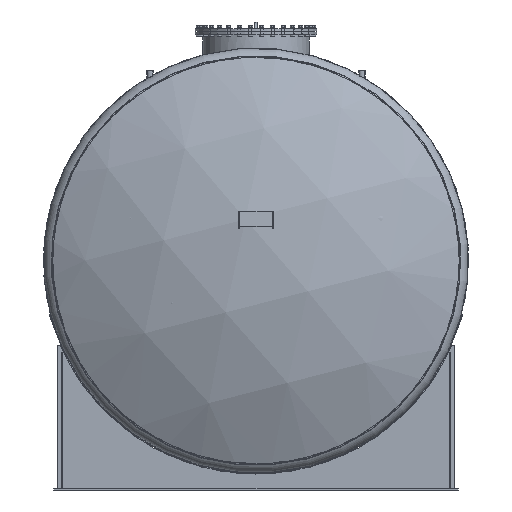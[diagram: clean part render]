
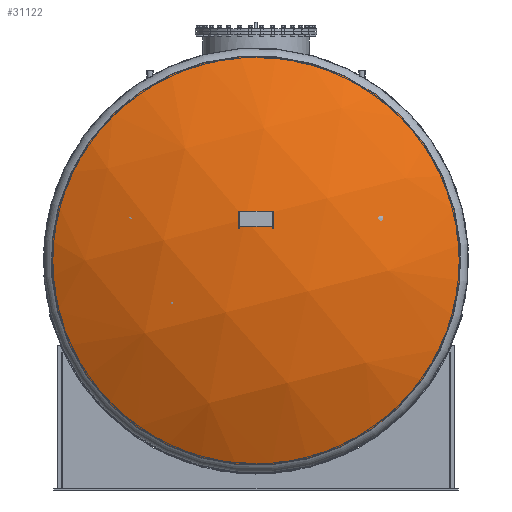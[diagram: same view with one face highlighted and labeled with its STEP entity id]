
A CAD part, left-side view. The second image highlights one B-rep face of the part: STEP entity #31122.
In plain terms, the highlighted spherical face has radius 2515 mm.
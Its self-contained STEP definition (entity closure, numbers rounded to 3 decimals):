
#1164=SPHERICAL_SURFACE('',#33544,2515.);
#1684=CIRCLE('',#33542,1208.955);
#4162=FACE_OUTER_BOUND('',#6206,.T.);
#6206=EDGE_LOOP('',(#20477));
#12950=VERTEX_POINT('',#46762);
#15810=EDGE_CURVE('',#12950,#12950,#1684,.T.);
#20477=ORIENTED_EDGE('',*,*,#15810,.T.);
#31122=ADVANCED_FACE('',(#4162),#1164,.T.);
#33542=AXIS2_PLACEMENT_3D('',#46763,#37301,#37302);
#33544=AXIS2_PLACEMENT_3D('',#46765,#37305,#37306);
#37301=DIRECTION('center_axis',(-1.,0.,0.));
#37302=DIRECTION('ref_axis',(0.,-0.968,0.249));
#37305=DIRECTION('center_axis',(0.,0.249,
0.968));
#37306=DIRECTION('ref_axis',(0.,-0.968,0.249));
#46762=CARTESIAN_POINT('',(-3074.751,301.144,1170.848));
#46763=CARTESIAN_POINT('Origin',(-3074.751,0.,
0.));
#46765=CARTESIAN_POINT('Origin',(-869.382,0.,
0.));
